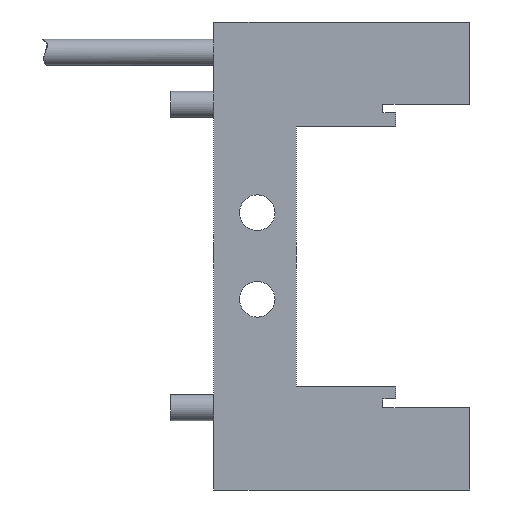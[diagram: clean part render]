
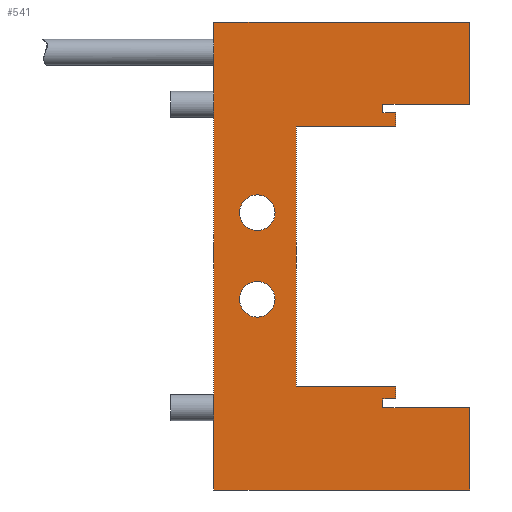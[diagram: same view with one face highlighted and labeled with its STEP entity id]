
A CAD part, left-side view. The second image highlights one B-rep face of the part: STEP entity #541.
In plain terms, the highlighted planar face has unit normal (-1, 0, 0).
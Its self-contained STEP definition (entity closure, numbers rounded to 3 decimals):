
#16=LINE('',#837,#64);
#17=LINE('',#855,#65);
#18=LINE('',#857,#66);
#19=LINE('',#859,#67);
#20=LINE('',#861,#68);
#21=LINE('',#863,#69);
#22=LINE('',#865,#70);
#23=LINE('',#867,#71);
#24=LINE('',#869,#72);
#25=LINE('',#871,#73);
#26=LINE('',#873,#74);
#27=LINE('',#875,#75);
#28=LINE('',#877,#76);
#29=LINE('',#879,#77);
#30=LINE('',#881,#78);
#31=LINE('',#882,#79);
#64=VECTOR('',#646,54.);
#65=VECTOR('',#669,29.5);
#66=VECTOR('',#670,9.5);
#67=VECTOR('',#671,10.);
#68=VECTOR('',#672,1.);
#69=VECTOR('',#673,1.5);
#70=VECTOR('',#674,1.5);
#71=VECTOR('',#675,11.5);
#72=VECTOR('',#676,30.);
#73=VECTOR('',#677,11.5);
#74=VECTOR('',#678,1.5);
#75=VECTOR('',#679,1.5);
#76=VECTOR('',#680,1.);
#77=VECTOR('',#681,10.);
#78=VECTOR('',#682,9.5);
#79=VECTOR('',#683,29.5);
#113=PLANE('',#589);
#148=FACE_BOUND('',#231,.T.);
#149=FACE_BOUND('',#232,.T.);
#150=FACE_BOUND('',#233,.T.);
#167=CIRCLE('',#584,2.05);
#169=CIRCLE('',#587,2.05);
#231=EDGE_LOOP('',(#397));
#232=EDGE_LOOP('',(#398));
#233=EDGE_LOOP('',(#399,#400,#401,#402,#403,#404,#405,#406,#407,#408,#409,
#410,#411,#412,#413,#414));
#267=VERTEX_POINT('',#831);
#269=VERTEX_POINT('',#835);
#271=VERTEX_POINT('',#844);
#273=VERTEX_POINT('',#849);
#275=VERTEX_POINT('',#854);
#276=VERTEX_POINT('',#856);
#277=VERTEX_POINT('',#858);
#278=VERTEX_POINT('',#860);
#279=VERTEX_POINT('',#862);
#280=VERTEX_POINT('',#864);
#281=VERTEX_POINT('',#866);
#282=VERTEX_POINT('',#868);
#283=VERTEX_POINT('',#870);
#284=VERTEX_POINT('',#872);
#285=VERTEX_POINT('',#874);
#286=VERTEX_POINT('',#876);
#287=VERTEX_POINT('',#878);
#288=VERTEX_POINT('',#880);
#317=EDGE_CURVE('',#267,#269,#16,.T.);
#319=EDGE_CURVE('',#271,#271,#167,.T.);
#321=EDGE_CURVE('',#273,#273,#169,.T.);
#323=EDGE_CURVE('',#269,#275,#17,.T.);
#324=EDGE_CURVE('',#275,#276,#18,.T.);
#325=EDGE_CURVE('',#276,#277,#19,.T.);
#326=EDGE_CURVE('',#277,#278,#20,.T.);
#327=EDGE_CURVE('',#278,#279,#21,.T.);
#328=EDGE_CURVE('',#279,#280,#22,.T.);
#329=EDGE_CURVE('',#280,#281,#23,.T.);
#330=EDGE_CURVE('',#281,#282,#24,.T.);
#331=EDGE_CURVE('',#282,#283,#25,.T.);
#332=EDGE_CURVE('',#283,#284,#26,.T.);
#333=EDGE_CURVE('',#284,#285,#27,.T.);
#334=EDGE_CURVE('',#285,#286,#28,.T.);
#335=EDGE_CURVE('',#286,#287,#29,.T.);
#336=EDGE_CURVE('',#287,#288,#30,.T.);
#337=EDGE_CURVE('',#288,#267,#31,.T.);
#397=ORIENTED_EDGE('',*,*,#319,.T.);
#398=ORIENTED_EDGE('',*,*,#321,.T.);
#399=ORIENTED_EDGE('',*,*,#317,.T.);
#400=ORIENTED_EDGE('',*,*,#323,.T.);
#401=ORIENTED_EDGE('',*,*,#324,.T.);
#402=ORIENTED_EDGE('',*,*,#325,.T.);
#403=ORIENTED_EDGE('',*,*,#326,.T.);
#404=ORIENTED_EDGE('',*,*,#327,.T.);
#405=ORIENTED_EDGE('',*,*,#328,.T.);
#406=ORIENTED_EDGE('',*,*,#329,.T.);
#407=ORIENTED_EDGE('',*,*,#330,.T.);
#408=ORIENTED_EDGE('',*,*,#331,.T.);
#409=ORIENTED_EDGE('',*,*,#332,.T.);
#410=ORIENTED_EDGE('',*,*,#333,.T.);
#411=ORIENTED_EDGE('',*,*,#334,.T.);
#412=ORIENTED_EDGE('',*,*,#335,.T.);
#413=ORIENTED_EDGE('',*,*,#336,.T.);
#414=ORIENTED_EDGE('',*,*,#337,.T.);
#541=ADVANCED_FACE('',(#148,#149,#150),#113,.T.);
#584=AXIS2_PLACEMENT_3D('',#845,#657,#658);
#587=AXIS2_PLACEMENT_3D('',#850,#663,#664);
#589=AXIS2_PLACEMENT_3D('',#853,#667,#668);
#646=DIRECTION('',(0.,0.,-1.));
#657=DIRECTION('center_axis',(1.,0.,0.));
#658=DIRECTION('ref_axis',(0.,-1.,0.));
#663=DIRECTION('center_axis',(1.,0.,0.));
#664=DIRECTION('ref_axis',(0.,-1.,0.));
#667=DIRECTION('center_axis',(-1.,0.,0.));
#668=DIRECTION('ref_axis',(0.,0.,1.));
#669=DIRECTION('',(0.,-1.,0.));
#670=DIRECTION('',(0.,0.,1.));
#671=DIRECTION('',(0.,1.,0.));
#672=DIRECTION('',(0.,0.,1.));
#673=DIRECTION('',(0.,-1.,0.));
#674=DIRECTION('',(0.,0.,1.));
#675=DIRECTION('',(0.,1.,0.));
#676=DIRECTION('',(0.,0.,1.));
#677=DIRECTION('',(0.,-1.,0.));
#678=DIRECTION('',(0.,0.,1.));
#679=DIRECTION('',(0.,1.,0.));
#680=DIRECTION('',(0.,0.,1.));
#681=DIRECTION('',(0.,-1.,0.));
#682=DIRECTION('',(0.,0.,1.));
#683=DIRECTION('',(0.,1.,0.));
#831=CARTESIAN_POINT('',(-4.,0.,27.));
#835=CARTESIAN_POINT('',(-4.,0.,-27.));
#837=CARTESIAN_POINT('',(-4.,0.,27.));
#844=CARTESIAN_POINT('',(-4.,-2.95,-5.));
#845=CARTESIAN_POINT('Origin',(-4.,-5.,-5.));
#849=CARTESIAN_POINT('',(-4.,-2.95,5.));
#850=CARTESIAN_POINT('Origin',(-4.,-5.,5.));
#853=CARTESIAN_POINT('Origin',(-4.,-12.766,0.));
#854=CARTESIAN_POINT('',(-4.,-29.5,-27.));
#855=CARTESIAN_POINT('',(-4.,0.,-27.));
#856=CARTESIAN_POINT('',(-4.,-29.5,-17.5));
#857=CARTESIAN_POINT('',(-4.,-29.5,-27.));
#858=CARTESIAN_POINT('',(-4.,-19.5,-17.5));
#859=CARTESIAN_POINT('',(-4.,-29.5,-17.5));
#860=CARTESIAN_POINT('',(-4.,-19.5,-16.5));
#861=CARTESIAN_POINT('',(-4.,-19.5,-17.5));
#862=CARTESIAN_POINT('',(-4.,-21.,-16.5));
#863=CARTESIAN_POINT('',(-4.,-19.5,-16.5));
#864=CARTESIAN_POINT('',(-4.,-21.,-15.));
#865=CARTESIAN_POINT('',(-4.,-21.,-16.5));
#866=CARTESIAN_POINT('',(-4.,-9.5,-15.));
#867=CARTESIAN_POINT('',(-4.,-21.,-15.));
#868=CARTESIAN_POINT('',(-4.,-9.5,15.));
#869=CARTESIAN_POINT('',(-4.,-9.5,-15.));
#870=CARTESIAN_POINT('',(-4.,-21.,15.));
#871=CARTESIAN_POINT('',(-4.,-9.5,15.));
#872=CARTESIAN_POINT('',(-4.,-21.,16.5));
#873=CARTESIAN_POINT('',(-4.,-21.,15.));
#874=CARTESIAN_POINT('',(-4.,-19.5,16.5));
#875=CARTESIAN_POINT('',(-4.,-21.,16.5));
#876=CARTESIAN_POINT('',(-4.,-19.5,17.5));
#877=CARTESIAN_POINT('',(-4.,-19.5,16.5));
#878=CARTESIAN_POINT('',(-4.,-29.5,17.5));
#879=CARTESIAN_POINT('',(-4.,-19.5,17.5));
#880=CARTESIAN_POINT('',(-4.,-29.5,27.));
#881=CARTESIAN_POINT('',(-4.,-29.5,17.5));
#882=CARTESIAN_POINT('',(-4.,-29.5,27.));
